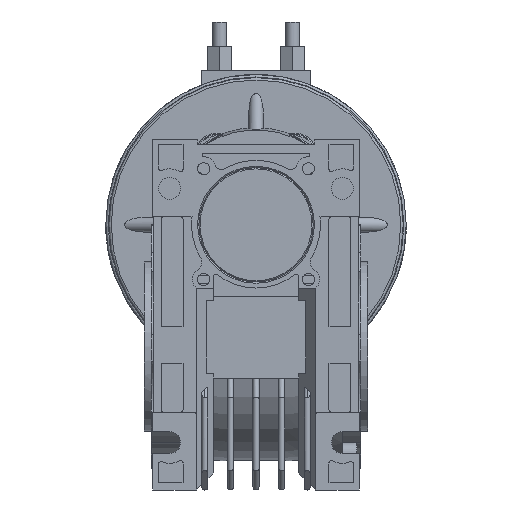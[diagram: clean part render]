
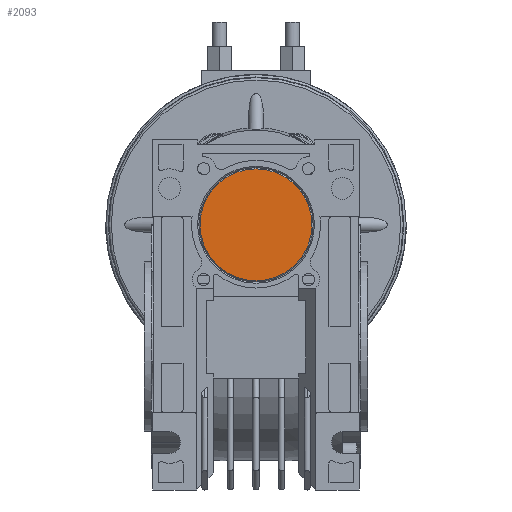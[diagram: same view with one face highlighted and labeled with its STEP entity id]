
A CAD part, left-side view. The second image highlights one B-rep face of the part: STEP entity #2093.
In plain terms, the highlighted planar face has unit normal (-1, 0, 0).
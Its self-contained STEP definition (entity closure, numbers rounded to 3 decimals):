
#2093 = ADVANCED_FACE( '', ( #4643 ), #4644, .T. );
#4643 = FACE_OUTER_BOUND( '', #9158, .T. );
#4644 = PLANE( '', #9159 );
#9158 = EDGE_LOOP( '', ( #16989 ) );
#9159 = AXIS2_PLACEMENT_3D( '', #16990, #16991, #16992 );
#16989 = ORIENTED_EDGE( '', *, *, #22776, .T. );
#16990 = CARTESIAN_POINT( '', ( -346., 0., 0. ) );
#16991 = DIRECTION( '', ( -1., 0., 0. ) );
#16992 = DIRECTION( '', ( 0., 0., 1. ) );
#22776 = EDGE_CURVE( '', #27563, #27563, #27564, .T. );
#27563 = VERTEX_POINT( '', #36864 );
#27564 = CIRCLE( '', #36865, 23. );
#36864 = CARTESIAN_POINT( '', ( -346., 0., -23. ) );
#36865 = AXIS2_PLACEMENT_3D( '', #42278, #42279, #42280 );
#42278 = CARTESIAN_POINT( '', ( -346., 0., 0. ) );
#42279 = DIRECTION( '', ( -1., 0., 0. ) );
#42280 = DIRECTION( '', ( 0., 0., -1. ) );
